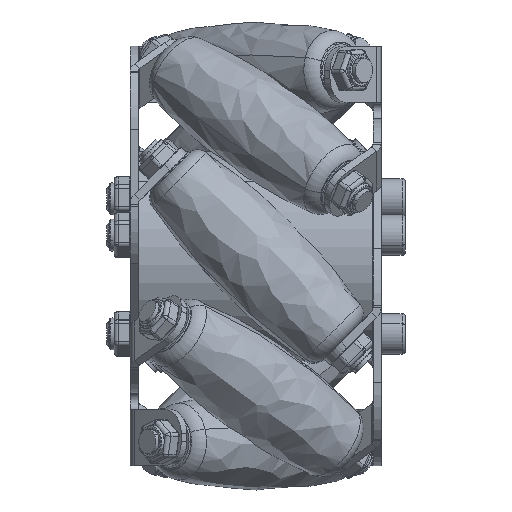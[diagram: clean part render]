
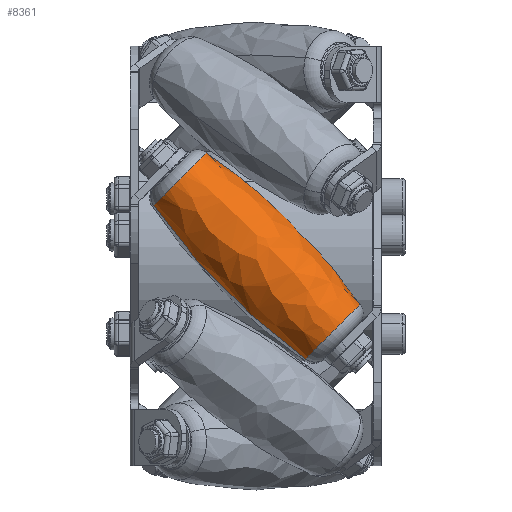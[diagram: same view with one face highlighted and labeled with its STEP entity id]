
A CAD part, front view. The second image highlights one B-rep face of the part: STEP entity #8361.
In plain terms, the highlighted free-form (B-spline) face has degree [3, 3] with [4, 4] control points.
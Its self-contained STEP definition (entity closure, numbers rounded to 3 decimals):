
#149 = EDGE_CURVE ( 'NONE', #8360, #2002, #502, .T. ) ;
#153 = CARTESIAN_POINT ( 'NONE',  ( -13.871, 4.756, 0. ) ) ;
#225 = CARTESIAN_POINT ( 'NONE',  ( -13.871, 0., 0. ) ) ;
#258 = CARTESIAN_POINT ( 'NONE',  ( 12.882, 4.946, 0. ) ) ;
#419 =( BOUNDED_CURVE ( )  B_SPLINE_CURVE ( 3, ( #258, #8959, #3858, #5329 ),
 .UNSPECIFIED., .F., .T. ) 
 B_SPLINE_CURVE_WITH_KNOTS ( ( 4, 4 ),
 ( 0.969, 2.226 ),
 .UNSPECIFIED. ) 
 CURVE ( )  GEOMETRIC_REPRESENTATION_ITEM ( )  RATIONAL_B_SPLINE_CURVE ( ( 1., 0.873, 0.873, 1. ) ) 
 REPRESENTATION_ITEM ( '' )  );
#502 = CIRCLE ( 'NONE', #4343, 4.946 ) ;
#567 = VERTEX_POINT ( 'NONE', #1376 ) ;
#867 = CARTESIAN_POINT ( 'NONE',  ( -13.871, -4.756, -9.513 ) ) ;
#949 = DIRECTION ( 'NONE',  ( 0., -1., 0. ) ) ;
#1008 = CARTESIAN_POINT ( 'NONE',  ( 12.882, 0., 0. ) ) ;
#1045 = ORIENTED_EDGE ( 'NONE', *, *, #6695, .F. ) ;
#1116 = CARTESIAN_POINT ( 'NONE',  ( -13.871, 4.756, 0. ) ) ;
#1188 = FACE_OUTER_BOUND ( 'NONE', #3150, .T. ) ;
#1313 = CARTESIAN_POINT ( 'NONE',  ( -13.871, -4.756, 0. ) ) ;
#1376 = CARTESIAN_POINT ( 'NONE',  ( -13.871, -4.756, 0. ) ) ;
#1537 = CARTESIAN_POINT ( 'NONE',  ( 12.882, 4.946, -9.892 ) ) ;
#1570 = CARTESIAN_POINT ( 'NONE',  ( 12.882, -4.946, 0. ) ) ;
#2002 = VERTEX_POINT ( 'NONE', #2612 ) ;
#2263 = CARTESIAN_POINT ( 'NONE',  ( 12.882, 4.946, 0. ) ) ;
#2294 = CARTESIAN_POINT ( 'NONE',  ( 4.454, 6.472, -12.944 ) ) ;
#2368 =( BOUNDED_SURFACE ( )  B_SPLINE_SURFACE ( 3, 3, ( 
 ( #2263, #1537, #5909, #1570 ),
 ( #6646, #2294, #7380, #3023 ),
 ( #8118, #3750, #8849, #4489 ),
 ( #153, #5222, #867, #5944 ) ),
 .UNSPECIFIED., .F., .F., .F. ) 
 B_SPLINE_SURFACE_WITH_KNOTS ( ( 4, 4 ),
 ( 4, 4 ),
 ( 0., 1. ),
 ( 0., 1. ),
 .UNSPECIFIED. ) 
 GEOMETRIC_REPRESENTATION_ITEM ( )  RATIONAL_B_SPLINE_SURFACE ( (
 ( 1., 0.333, 0.333, 1.),
 ( 0.873, 0.291, 0.291, 0.873),
 ( 0.873, 0.291, 0.291, 0.873),
 ( 1., 0.333, 0.333, 1.) ) ) 
 REPRESENTATION_ITEM ( '' )  SURFACE ( )  );
#2612 = CARTESIAN_POINT ( 'NONE',  ( 12.882, -4.946, 0. ) ) ;
#3023 = CARTESIAN_POINT ( 'NONE',  ( 4.454, -6.472, 0. ) ) ;
#3150 = EDGE_LOOP ( 'NONE', ( #4429, #7251, #1045, #3844 ) ) ;
#3677 = EDGE_CURVE ( 'NONE', #8360, #8547, #419, .T. ) ;
#3718 = CARTESIAN_POINT ( 'NONE',  ( 12.882, 4.946, 0. ) ) ;
#3750 = CARTESIAN_POINT ( 'NONE',  ( -5.766, 6.4, -12.799 ) ) ;
#3844 = ORIENTED_EDGE ( 'NONE', *, *, #3677, .F. ) ;
#3858 = CARTESIAN_POINT ( 'NONE',  ( -5.766, 6.4, 0. ) ) ;
#4343 = AXIS2_PLACEMENT_3D ( 'NONE', #1008, #9006, #8968 ) ;
#4429 = ORIENTED_EDGE ( 'NONE', *, *, #149, .T. ) ;
#4489 = CARTESIAN_POINT ( 'NONE',  ( -5.766, -6.4, 0. ) ) ;
#5222 = CARTESIAN_POINT ( 'NONE',  ( -13.871, 4.756, -9.513 ) ) ;
#5304 = DIRECTION ( 'NONE',  ( -1., 0., 0. ) ) ;
#5329 = CARTESIAN_POINT ( 'NONE',  ( -13.871, 4.756, 0. ) ) ;
#5670 = CARTESIAN_POINT ( 'NONE',  ( -5.766, -6.4, 0. ) ) ;
#5909 = CARTESIAN_POINT ( 'NONE',  ( 12.882, -4.946, -9.892 ) ) ;
#5944 = CARTESIAN_POINT ( 'NONE',  ( -13.871, -4.756, 0. ) ) ;
#6631 = CIRCLE ( 'NONE', #7402, 4.756 ) ;
#6646 = CARTESIAN_POINT ( 'NONE',  ( 4.454, 6.472, 0. ) ) ;
#6695 = EDGE_CURVE ( 'NONE', #8547, #567, #6631, .T. ) ;
#6750 =( BOUNDED_CURVE ( )  B_SPLINE_CURVE ( 3, ( #7100, #7829, #5670, #1313 ),
 .UNSPECIFIED., .F., .F. ) 
 B_SPLINE_CURVE_WITH_KNOTS ( ( 4, 4 ),
 ( 0.969, 2.226 ),
 .UNSPECIFIED. ) 
 CURVE ( )  GEOMETRIC_REPRESENTATION_ITEM ( )  RATIONAL_B_SPLINE_CURVE ( ( 1., 0.873, 0.873, 1. ) ) 
 REPRESENTATION_ITEM ( '' )  );
#7100 = CARTESIAN_POINT ( 'NONE',  ( 12.882, -4.946, 0. ) ) ;
#7251 = ORIENTED_EDGE ( 'NONE', *, *, #9318, .T. ) ;
#7380 = CARTESIAN_POINT ( 'NONE',  ( 4.454, -6.472, -12.944 ) ) ;
#7402 = AXIS2_PLACEMENT_3D ( 'NONE', #225, #5304, #949 ) ;
#7829 = CARTESIAN_POINT ( 'NONE',  ( 4.454, -6.472, 0. ) ) ;
#8118 = CARTESIAN_POINT ( 'NONE',  ( -5.766, 6.4, 0. ) ) ;
#8360 = VERTEX_POINT ( 'NONE', #3718 ) ;
#8361 = ADVANCED_FACE ( 'NONE', ( #1188 ), #2368, .F. ) ;
#8547 = VERTEX_POINT ( 'NONE', #1116 ) ;
#8849 = CARTESIAN_POINT ( 'NONE',  ( -5.766, -6.4, -12.799 ) ) ;
#8959 = CARTESIAN_POINT ( 'NONE',  ( 4.454, 6.472, 0. ) ) ;
#8968 = DIRECTION ( 'NONE',  ( 0., -1., 0. ) ) ;
#9006 = DIRECTION ( 'NONE',  ( -1., 0., 0. ) ) ;
#9318 = EDGE_CURVE ( 'NONE', #2002, #567, #6750, .T. ) ;
